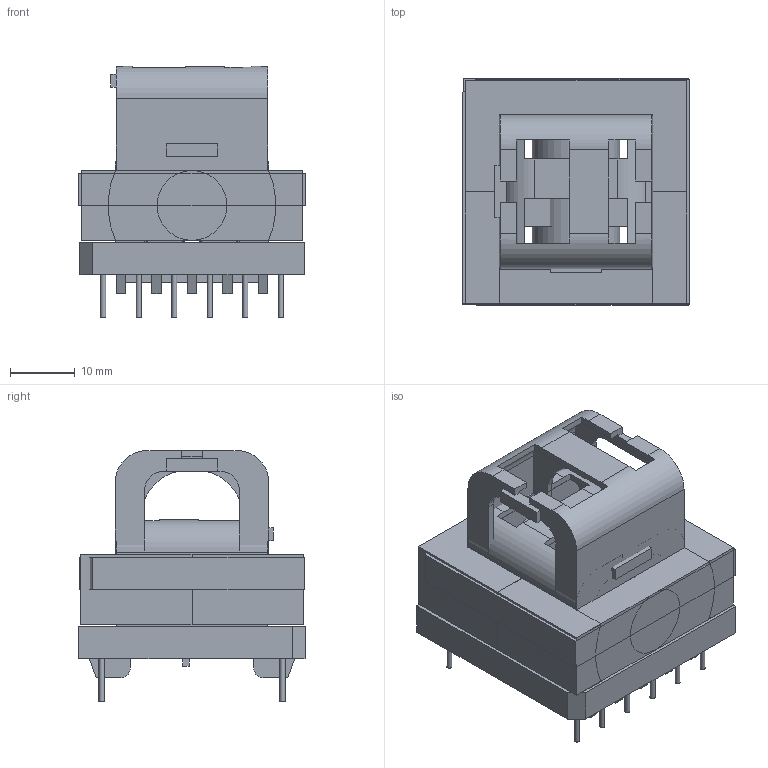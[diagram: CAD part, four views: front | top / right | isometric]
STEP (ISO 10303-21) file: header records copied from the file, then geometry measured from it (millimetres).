
FILE_DESCRIPTION( ( 'Unknown' ), '1' );
FILE_NAME( 'UtLLCR_ETD34.stp', 'Unknown', ( 'Unknown' ), ( 'Unknown' ), 'PSStep 14.0', 'Unknown', ' ' );
FILE_SCHEMA( ( 'AUTOMOTIVE_DESIGN { 1 0 10303 214 1 1 1 1 }' ) );
Length unit declared in the file: millimetre
Products named in the file (4): Assem1; Bobbin_ETD34; Cover_ETD34; Core_ETD34
Bounding box: 35 x 35 x 38.87 mm (x, y, z)
Volume: 25265.8 mm3; surface area: 30357.4 mm2
Topology: 7 solids, 7 shells, 584 faces, 1566 edges, 1021 vertices
Faces by surface type: plane 467, cylinder 109, cone 8
Full cylindrical faces by diameter (mm): 0.8 x24, 10.8 x3, 11.5 x2, 13.5 x4
Entity records: 11106 total; most frequent: CARTESIAN_POINT 1539, ORIENTED_EDGE 1500, DIRECTION 1460, EDGE_CURVE 750, LINE 622, VECTOR 622, VERTEX_POINT 498, AXIS2_PLACEMENT_3D 419
